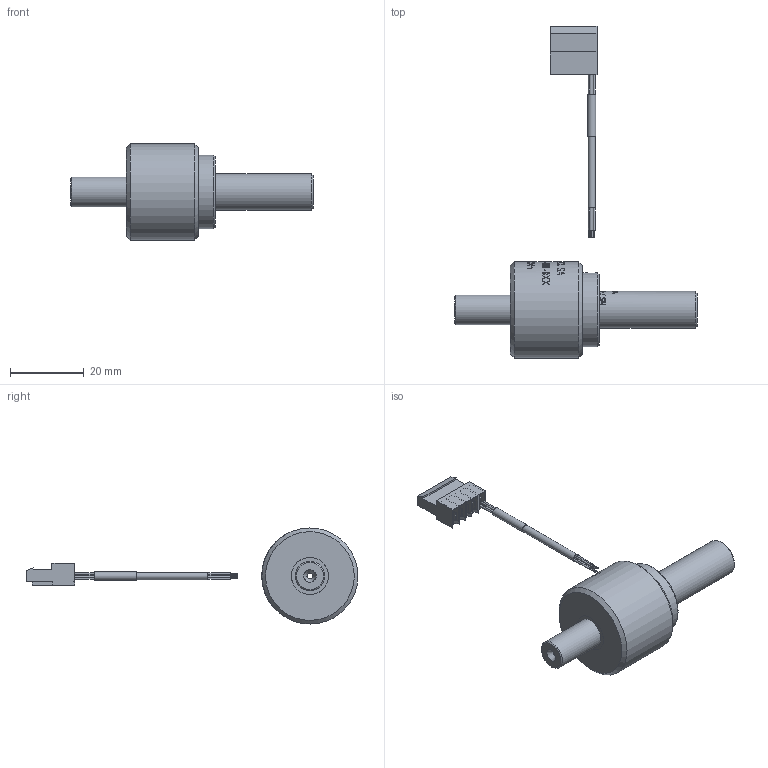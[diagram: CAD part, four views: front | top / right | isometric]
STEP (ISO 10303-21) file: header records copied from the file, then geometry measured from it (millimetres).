
FILE_DESCRIPTION (( 'STEP AP203' ), '1' );
FILE_NAME ('125-204-000-011_EF.STEP', '2017-05-19T04:38:49', ( 'magtroladmin' ), ( 'Hewlett-Packard Company' ), 'SwSTEP 2.0', 'SolidWorks 2017', '' );
FILE_SCHEMA (( 'CONFIG_CONTROL_DESIGN' ));
Length unit declared in the file: millimetre
Products named in the file (1): 125-204-000-011_EF
Bounding box: 65.5 x 89.76 x 26 mm (x, y, z)
Surface area: 6911.2 mm2 (no closed solid volume)
Topology: 0 solids, 34 shells, 303 faces, 2343 edges, 2049 vertices
Faces by surface type: plane 172, cylinder 84, bspline 40, cone 7
Full cylindrical faces by diameter (mm): 0.25 x7, 0.5 x8, 1.6 x2, 2 x1, 2.2 x1, 2.5 x1, 3 x1, 8 x1, 10 x3, 20 x1, 22 x1, 26 x1
Entity records: 30841 total; most frequent: CARTESIAN_POINT 17369, ORIENTED_EDGE 2772, EDGE_CURVE 2301, VERTEX_POINT 2042, B_SPLINE_CURVE_WITH_KNOTS 1545, DIRECTION 1472, VECTOR 568, LINE 568
